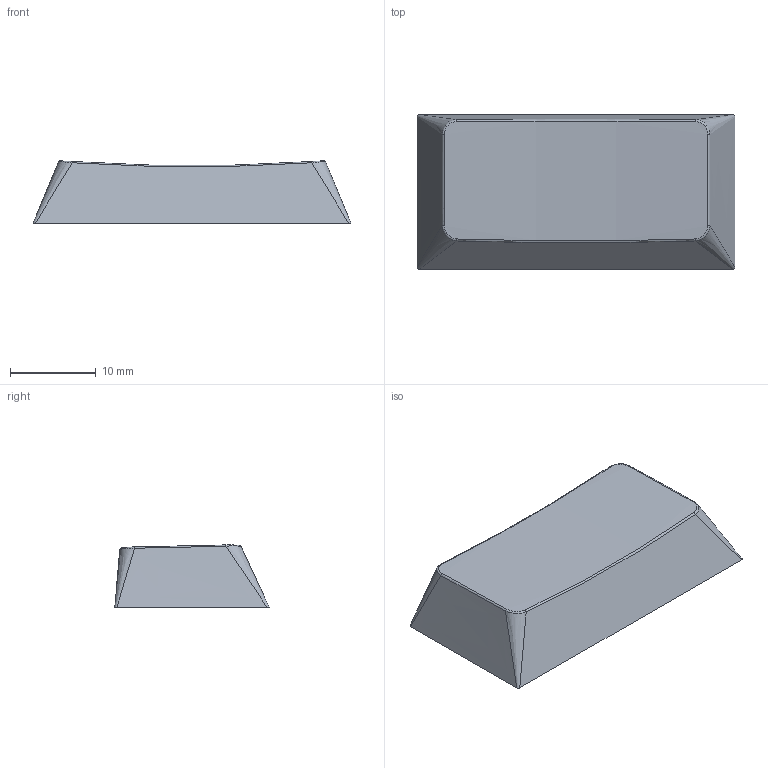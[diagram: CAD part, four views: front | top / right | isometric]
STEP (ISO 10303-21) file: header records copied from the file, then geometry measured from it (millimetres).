
FILE_DESCRIPTION(('STEP AP214'),'1');
FILE_NAME('200u.stp','2023-10-10T17:21:55',(' '),(' '),'Spatial InterOp 3D',' ',' ');
FILE_SCHEMA(('AUTOMOTIVE_DESIGN { 1 0 10303 214 1 1 1 1 }'));
Length unit declared in the file: metre
Products named in the file (1): 502
Bounding box: 37.05 x 18 x 7.25 mm (x, y, z)
Volume: 1516.2 mm3; surface area: 2882 mm2
Topology: 1 solids, 1 shells, 108 faces, 298 edges, 196 vertices
Faces by surface type: plane 74, cylinder 18, bspline 16
Entity records: 7858 total; most frequent: CARTESIAN_POINT 5140, ORIENTED_EDGE 596, DIRECTION 512, EDGE_CURVE 298, VERTEX_POINT 196, LINE 186, VECTOR 186, AXIS2_PLACEMENT_3D 163
